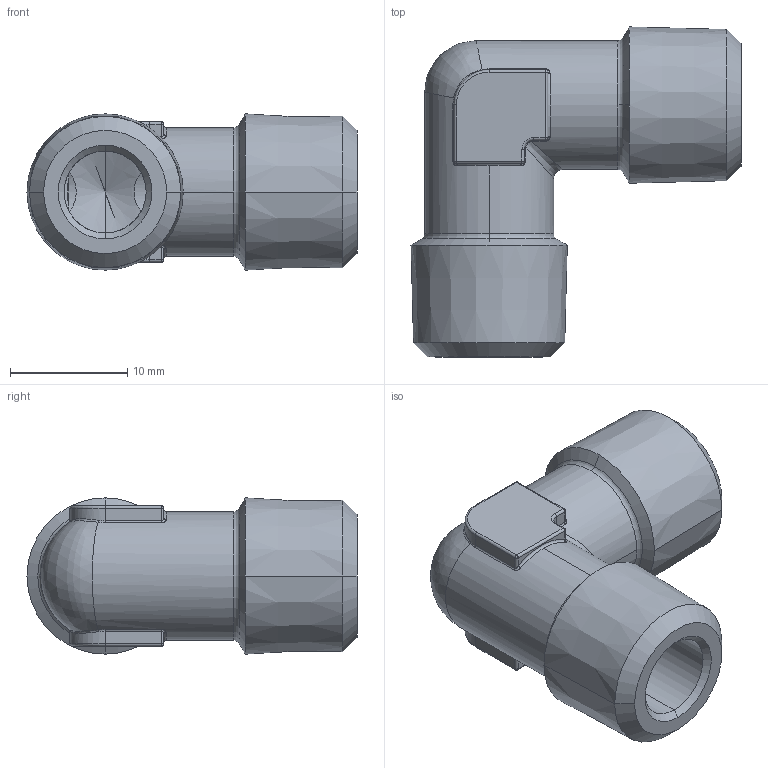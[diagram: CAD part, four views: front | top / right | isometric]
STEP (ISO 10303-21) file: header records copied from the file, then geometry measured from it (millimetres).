
FILE_DESCRIPTION (( 'STEP AP203' ), '1' );
FILE_NAME ('002-X357.STEP', '2013-10-30T15:50:10', ( 'Gabriele' ), ( '' ), 'SwSTEP 2.0', 'SolidWorks 2011', '' );
FILE_SCHEMA (( 'CONFIG_CONTROL_DESIGN' ));
Length unit declared in the file: millimetre
Products named in the file (1): 002-X357
Bounding box: 28.17 x 28.17 x 13.34 mm (x, y, z)
Volume: 3173.2 mm3; surface area: 2780.5 mm2
Topology: 1 solids, 1 shells, 128 faces, 294 edges, 156 vertices
Faces by surface type: cylinder 48, cone 22, bspline 22, plane 16, torus 12, sphere 8
Entity records: 4124 total; most frequent: CARTESIAN_POINT 1379, DIRECTION 568, ORIENTED_EDGE 564, EDGE_CURVE 282, AXIS2_PLACEMENT_3D 237, VERTEX_POINT 156, EDGE_LOOP 130, CIRCLE 130
